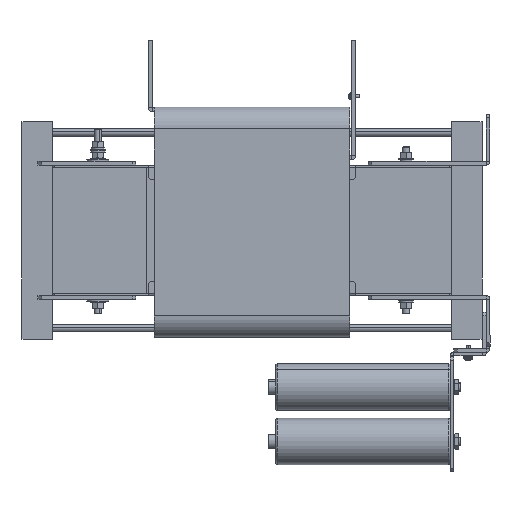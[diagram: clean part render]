
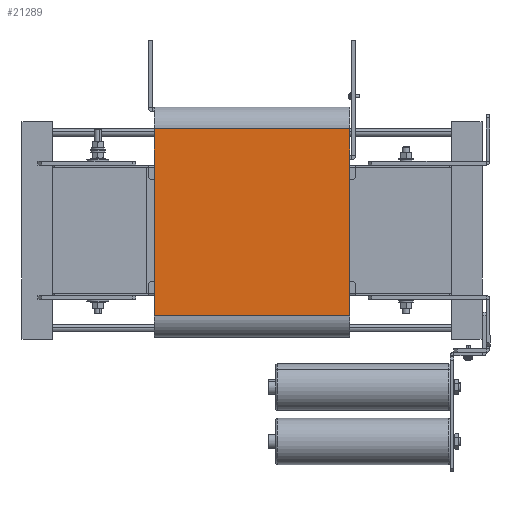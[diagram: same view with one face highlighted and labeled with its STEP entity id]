
A CAD part, left-side view. The second image highlights one B-rep face of the part: STEP entity #21289.
In plain terms, the highlighted planar face has unit normal (-1, 0, 0).
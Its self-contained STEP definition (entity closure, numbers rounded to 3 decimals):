
#803 = ORIENTED_EDGE ( 'NONE', *, *, #18906, .F. ) ;
#1051 = CARTESIAN_POINT ( 'NONE',  ( -101.325, 0., 139.825 ) ) ;
#1631 = ORIENTED_EDGE ( 'NONE', *, *, #18815, .T. ) ;
#1669 = ORIENTED_EDGE ( 'NONE', *, *, #18891, .T. ) ;
#2186 = ORIENTED_EDGE ( 'NONE', *, *, #18869, .T. ) ;
#2290 = DIRECTION ( 'NONE',  ( 0., 0., 1. ) ) ;
#2292 = CARTESIAN_POINT ( 'NONE',  ( -101.325, 270., -147.825 ) ) ;
#2354 = DIRECTION ( 'NONE',  ( 0., 0., 1. ) ) ;
#2357 = CARTESIAN_POINT ( 'NONE',  ( -101.325, 0., -147.825 ) ) ;
#2479 = DIRECTION ( 'NONE',  ( 0., -1., 0. ) ) ;
#2482 = CARTESIAN_POINT ( 'NONE',  ( -101.325, 270., -117.825 ) ) ;
#2710 = DIRECTION ( 'NONE',  ( 0., 1., 0. ) ) ;
#2716 = CARTESIAN_POINT ( 'NONE',  ( -101.325, 270., 139.825 ) ) ;
#6713 = EDGE_LOOP ( 'NONE', ( #803, #2186, #1669, #1631 ) ) ;
#7695 = AXIS2_PLACEMENT_3D ( 'NONE', #22661, #22652, #22650 ) ;
#14746 = LINE ( 'NONE', #2482, #15403 ) ;
#14755 = VECTOR ( 'NONE', #2354, 1000. ) ;
#14797 = LINE ( 'NONE', #2292, #15408 ) ;
#14982 = LINE ( 'NONE', #2357, #14755 ) ;
#15384 = LINE ( 'NONE', #2716, #15471 ) ;
#15403 = VECTOR ( 'NONE', #2479, 1000. ) ;
#15408 = VECTOR ( 'NONE', #2290, 1000. ) ;
#15471 = VECTOR ( 'NONE', #2710, 1000. ) ;
#16282 = FACE_OUTER_BOUND ( 'NONE', #6713, .T. ) ;
#18815 = EDGE_CURVE ( 'NONE', #19075, #20199, #15384, .T. ) ;
#18869 = EDGE_CURVE ( 'NONE', #20180, #20093, #14746, .T. ) ;
#18891 = EDGE_CURVE ( 'NONE', #20093, #19075, #14982, .T. ) ;
#18906 = EDGE_CURVE ( 'NONE', #20180, #20199, #14797, .T. ) ;
#19075 = VERTEX_POINT ( 'NONE', #1051 ) ;
#20093 = VERTEX_POINT ( 'NONE', #23065 ) ;
#20180 = VERTEX_POINT ( 'NONE', #22993 ) ;
#20199 = VERTEX_POINT ( 'NONE', #22977 ) ;
#21289 = ADVANCED_FACE ( 'NONE', ( #16282 ), #22665, .F. ) ;
#22650 = DIRECTION ( 'NONE',  ( 0., 0., -1. ) ) ;
#22652 = DIRECTION ( 'NONE',  ( 1., 0., 0. ) ) ;
#22661 = CARTESIAN_POINT ( 'NONE',  ( -101.325, 270., -147.825 ) ) ;
#22665 = PLANE ( 'NONE',  #7695 ) ;
#22977 = CARTESIAN_POINT ( 'NONE',  ( -101.325, 270., 139.825 ) ) ;
#22993 = CARTESIAN_POINT ( 'NONE',  ( -101.325, 270., -117.825 ) ) ;
#23065 = CARTESIAN_POINT ( 'NONE',  ( -101.325, 0., -117.825 ) ) ;
